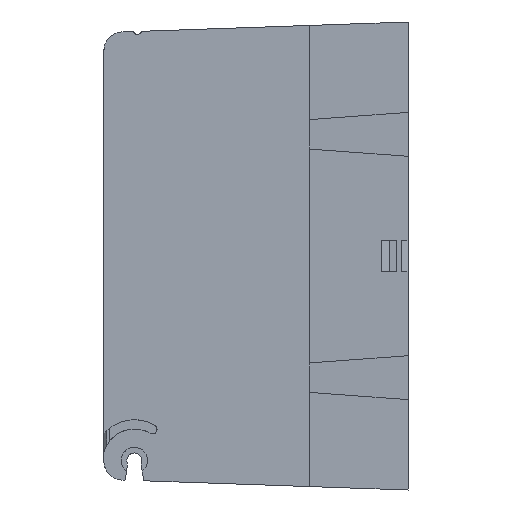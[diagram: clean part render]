
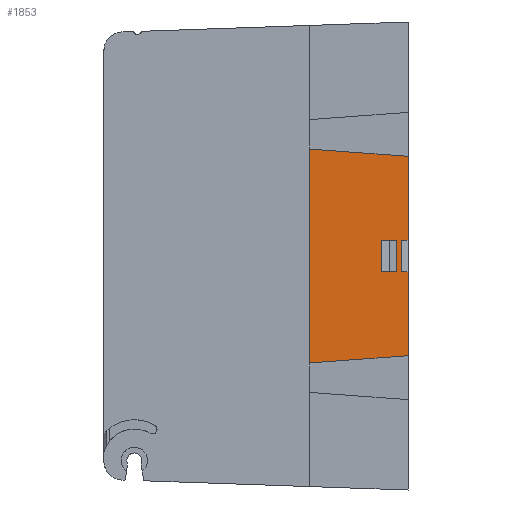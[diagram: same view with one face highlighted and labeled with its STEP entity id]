
A CAD part, left-side view. The second image highlights one B-rep face of the part: STEP entity #1853.
In plain terms, the highlighted planar face has unit normal (1, 0, 0).
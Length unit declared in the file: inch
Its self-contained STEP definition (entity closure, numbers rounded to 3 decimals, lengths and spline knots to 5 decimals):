
#161 = CARTESIAN_POINT ( 'NONE',  ( -0.9242, -1.555, 0.17 ) ) ;
#173 = CARTESIAN_POINT ( 'NONE',  ( -0.9242, -0.625, -4.87979 ) ) ;
#561 = VERTEX_POINT ( 'NONE', #4550 ) ;
#600 = DIRECTION ( 'NONE',  ( 0., 0., -1. ) ) ;
#601 = CARTESIAN_POINT ( 'NONE',  ( -0.9242, -1.675, -2.25 ) ) ;
#680 = FACE_BOUND ( 'NONE', #18209, .T. ) ;
#957 = VECTOR ( 'NONE', #11094, 39.37008 ) ;
#1125 = EDGE_CURVE ( 'NONE', #17834, #8253, #2544, .T. ) ;
#1268 = DIRECTION ( 'NONE',  ( 0., 0., 1. ) ) ;
#1585 = EDGE_CURVE ( 'NONE', #14465, #5596, #4302, .T. ) ;
#1640 = EDGE_CURVE ( 'NONE', #561, #2665, #7641, .T. ) ;
#1853 = ADVANCED_FACE ( 'NONE', ( #680, #11664 ), #14306, .F. ) ;
#2133 = DIRECTION ( 'NONE',  ( 0., -1., 0. ) ) ;
#2157 = ORIENTED_EDGE ( 'NONE', *, *, #1640, .F. ) ;
#2216 = CARTESIAN_POINT ( 'NONE',  ( -0.9242, -1.555, -0.17 ) ) ;
#2543 = DIRECTION ( 'NONE',  ( 0., 1., 0. ) ) ;
#2544 = LINE ( 'NONE', #173, #13023 ) ;
#2645 = CARTESIAN_POINT ( 'NONE',  ( -0.9242, -0.625, -0.17 ) ) ;
#2648 = ORIENTED_EDGE ( 'NONE', *, *, #9302, .F. ) ;
#2665 = VERTEX_POINT ( 'NONE', #11100 ) ;
#2708 = LINE ( 'NONE', #17632, #14082 ) ;
#2931 = CARTESIAN_POINT ( 'NONE',  ( -0.9242, -0.625, 0.17 ) ) ;
#2957 = VECTOR ( 'NONE', #4575, 39.37008 ) ;
#3326 = EDGE_CURVE ( 'NONE', #3360, #10965, #5882, .T. ) ;
#3360 = VERTEX_POINT ( 'NONE', #15845 ) ;
#3561 = ORIENTED_EDGE ( 'NONE', *, *, #1585, .F. ) ;
#3984 = DIRECTION ( 'NONE',  ( 0., -0.997, 0.074 ) ) ;
#4038 = CARTESIAN_POINT ( 'NONE',  ( -0.9242, -0.625, -1.14282 ) ) ;
#4268 = EDGE_LOOP ( 'NONE', ( #5985, #8304, #6083, #11444, #8782, #3561, #2648, #2157 ) ) ;
#4302 = LINE ( 'NONE', #601, #11015 ) ;
#4407 = VERTEX_POINT ( 'NONE', #9438 ) ;
#4472 = CARTESIAN_POINT ( 'NONE',  ( -0.9242, -1.675, 0.17 ) ) ;
#4550 = CARTESIAN_POINT ( 'NONE',  ( -0.9242, -1.605, -0.17 ) ) ;
#4575 = DIRECTION ( 'NONE',  ( 0., 0., 1. ) ) ;
#4635 = CARTESIAN_POINT ( 'NONE',  ( -0.9242, -0.625, 1.14282 ) ) ;
#4780 = DIRECTION ( 'NONE',  ( 0., 0.997, 0.074 ) ) ;
#4955 = LINE ( 'NONE', #6986, #7001 ) ;
#4964 = VERTEX_POINT ( 'NONE', #161 ) ;
#5037 = CARTESIAN_POINT ( 'NONE',  ( -0.9242, -1.675, 1.065 ) ) ;
#5596 = VERTEX_POINT ( 'NONE', #5037 ) ;
#5746 = LINE ( 'NONE', #15262, #12910 ) ;
#5769 = EDGE_CURVE ( 'NONE', #10965, #4964, #17888, .T. ) ;
#5882 = LINE ( 'NONE', #16759, #13489 ) ;
#5985 = ORIENTED_EDGE ( 'NONE', *, *, #7049, .F. ) ;
#6016 = DIRECTION ( 'NONE',  ( 0., 1., 0. ) ) ;
#6083 = ORIENTED_EDGE ( 'NONE', *, *, #11431, .F. ) ;
#6986 = CARTESIAN_POINT ( 'NONE',  ( -0.9242, -1.675, 1.065 ) ) ;
#7001 = VECTOR ( 'NONE', #4780, 39.37008 ) ;
#7049 = EDGE_CURVE ( 'NONE', #4407, #561, #2708, .T. ) ;
#7195 = LINE ( 'NONE', #17038, #14313 ) ;
#7211 = VECTOR ( 'NONE', #2543, 39.37008 ) ;
#7641 = LINE ( 'NONE', #7771, #2957 ) ;
#7771 = CARTESIAN_POINT ( 'NONE',  ( -0.9242, -1.605, -2.21333 ) ) ;
#8253 = VERTEX_POINT ( 'NONE', #14183 ) ;
#8304 = ORIENTED_EDGE ( 'NONE', *, *, #8685, .F. ) ;
#8356 = ORIENTED_EDGE ( 'NONE', *, *, #5769, .F. ) ;
#8466 = EDGE_CURVE ( 'NONE', #5596, #17834, #4955, .T. ) ;
#8685 = EDGE_CURVE ( 'NONE', #10669, #4407, #12811, .T. ) ;
#8732 = ORIENTED_EDGE ( 'NONE', *, *, #3326, .F. ) ;
#8782 = ORIENTED_EDGE ( 'NONE', *, *, #8466, .F. ) ;
#8842 = EDGE_CURVE ( 'NONE', #18030, #3360, #14328, .T. ) ;
#9302 = EDGE_CURVE ( 'NONE', #2665, #14465, #7195, .T. ) ;
#9438 = CARTESIAN_POINT ( 'NONE',  ( -0.9242, -1.675, -0.17 ) ) ;
#9880 = ORIENTED_EDGE ( 'NONE', *, *, #11934, .F. ) ;
#9905 = VECTOR ( 'NONE', #2133, 39.37008 ) ;
#10669 = VERTEX_POINT ( 'NONE', #13371 ) ;
#10695 = CARTESIAN_POINT ( 'NONE',  ( -0.9242, -1.675, -2.25 ) ) ;
#10965 = VERTEX_POINT ( 'NONE', #15104 ) ;
#11015 = VECTOR ( 'NONE', #1268, 39.37008 ) ;
#11094 = DIRECTION ( 'NONE',  ( 0., 0., 1. ) ) ;
#11100 = CARTESIAN_POINT ( 'NONE',  ( -0.9242, -1.605, 0.17 ) ) ;
#11431 = EDGE_CURVE ( 'NONE', #8253, #10669, #15979, .T. ) ;
#11444 = ORIENTED_EDGE ( 'NONE', *, *, #1125, .F. ) ;
#11574 = ORIENTED_EDGE ( 'NONE', *, *, #8842, .F. ) ;
#11664 = FACE_OUTER_BOUND ( 'NONE', #4268, .T. ) ;
#11934 = EDGE_CURVE ( 'NONE', #4964, #18030, #5746, .T. ) ;
#12811 = LINE ( 'NONE', #10695, #957 ) ;
#12910 = VECTOR ( 'NONE', #15552, 39.37008 ) ;
#13023 = VECTOR ( 'NONE', #600, 39.37008 ) ;
#13371 = CARTESIAN_POINT ( 'NONE',  ( -0.9242, -1.675, -1.065 ) ) ;
#13489 = VECTOR ( 'NONE', #17361, 39.37008 ) ;
#14074 = DIRECTION ( 'NONE',  ( -1., 0., 0. ) ) ;
#14082 = VECTOR ( 'NONE', #6016, 39.37008 ) ;
#14183 = CARTESIAN_POINT ( 'NONE',  ( -0.9242, -0.625, -1.14282 ) ) ;
#14306 = PLANE ( 'NONE',  #14806 ) ;
#14313 = VECTOR ( 'NONE', #16386, 39.37008 ) ;
#14328 = LINE ( 'NONE', #2645, #7211 ) ;
#14380 = CARTESIAN_POINT ( 'NONE',  ( -0.9242, -0.625, -2.21333 ) ) ;
#14465 = VERTEX_POINT ( 'NONE', #4472 ) ;
#14806 = AXIS2_PLACEMENT_3D ( 'NONE', #14380, #14074, #15779 ) ;
#15104 = CARTESIAN_POINT ( 'NONE',  ( -0.9242, -1.3934, 0.17 ) ) ;
#15115 = VECTOR ( 'NONE', #3984, 39.37008 ) ;
#15262 = CARTESIAN_POINT ( 'NONE',  ( -0.9242, -1.555, -2.21333 ) ) ;
#15552 = DIRECTION ( 'NONE',  ( 0., 0., -1. ) ) ;
#15779 = DIRECTION ( 'NONE',  ( 0., 0., 1. ) ) ;
#15845 = CARTESIAN_POINT ( 'NONE',  ( -0.9242, -1.3934, -0.17 ) ) ;
#15979 = LINE ( 'NONE', #4038, #15115 ) ;
#16386 = DIRECTION ( 'NONE',  ( 0., -1., 0. ) ) ;
#16759 = CARTESIAN_POINT ( 'NONE',  ( -0.9242, -1.3934, -2.21333 ) ) ;
#17038 = CARTESIAN_POINT ( 'NONE',  ( -0.9242, -0.625, 0.17 ) ) ;
#17361 = DIRECTION ( 'NONE',  ( 0., 0., 1. ) ) ;
#17632 = CARTESIAN_POINT ( 'NONE',  ( -0.9242, -0.625, -0.17 ) ) ;
#17834 = VERTEX_POINT ( 'NONE', #4635 ) ;
#17888 = LINE ( 'NONE', #2931, #9905 ) ;
#18030 = VERTEX_POINT ( 'NONE', #2216 ) ;
#18209 = EDGE_LOOP ( 'NONE', ( #11574, #9880, #8356, #8732 ) ) ;
